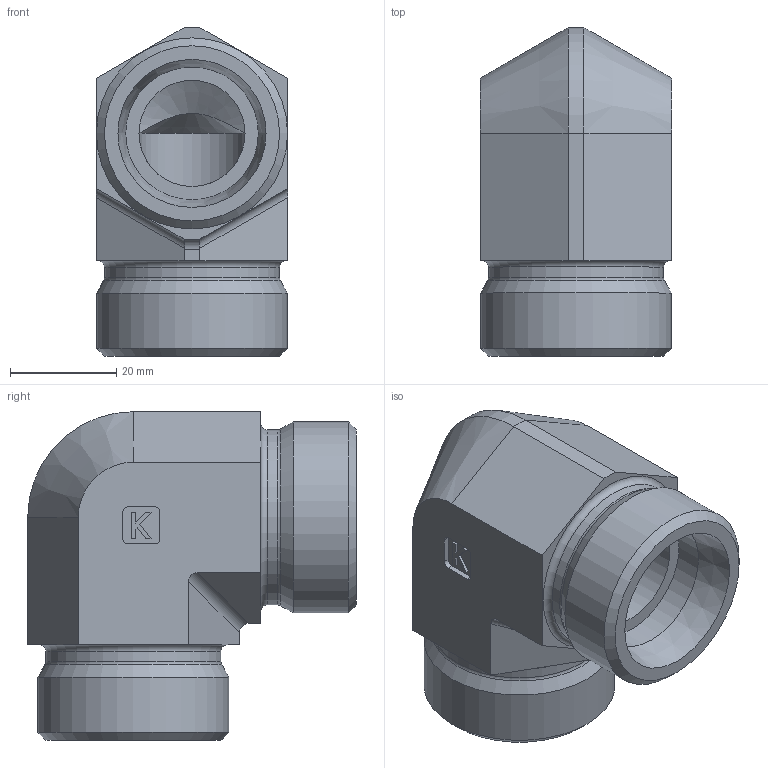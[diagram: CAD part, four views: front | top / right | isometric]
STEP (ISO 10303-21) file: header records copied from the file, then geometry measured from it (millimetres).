
FILE_DESCRIPTION((''),'2;1');
FILE_NAME('358253636.stp','2014-08-13T11:30:33',(''),('KNOMI spol. s r. o.'),'Autodesk Inventor 2012','Autodesk Inventor 2012','');
FILE_SCHEMA(('AUTOMOTIVE_DESIGN { 1 2 10303 214 0 1 1 1 }'));
Length unit declared in the file: millimetre
Products named in the file (1): LS3 25S M36/M36
Bounding box: 36 x 61.92 x 61.92 mm (x, y, z)
Volume: 56145.1 mm3; surface area: 16688 mm2
Topology: 1 solids, 1 shells, 68 faces, 165 edges, 105 vertices
Faces by surface type: plane 38, cylinder 16, cone 10, torus 4
Full cylindrical faces by diameter (mm): 20 x2, 25 x2, 33 x2, 36 x2
Entity records: 1884 total; most frequent: CARTESIAN_POINT 328, DIRECTION 324, ORIENTED_EDGE 284, EDGE_CURVE 142, AXIS2_PLACEMENT_3D 114, VERTEX_POINT 100, VECTOR 96, LINE 96
